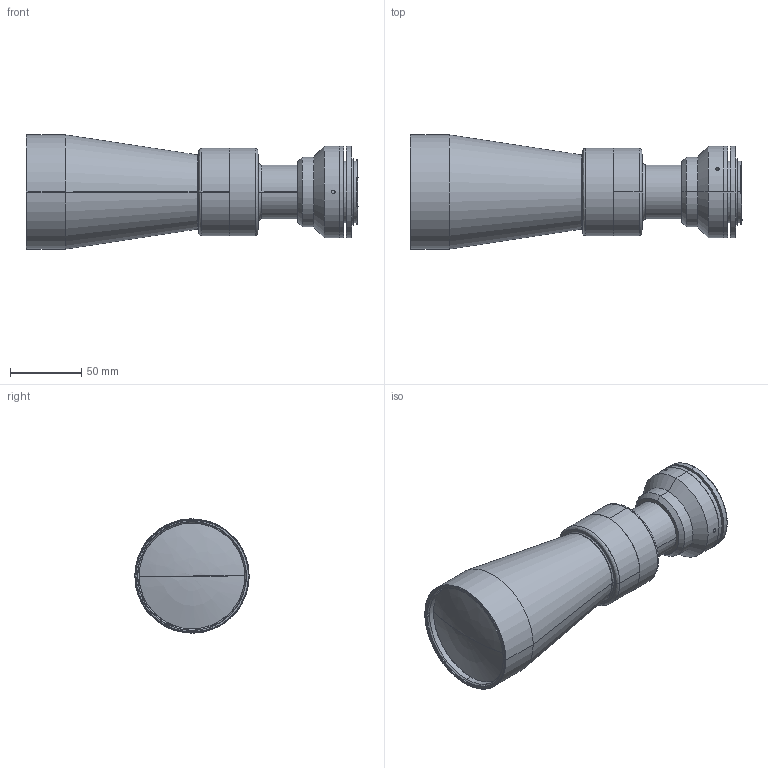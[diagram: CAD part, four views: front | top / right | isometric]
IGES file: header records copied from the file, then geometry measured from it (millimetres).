
Start section: SolidWorks IGES file using analytic representation for surfaces
Global section: file name: TC2M056HR-F.IGS; native system: SolidWorks 2013; preprocessor: SolidWorks 2013; author: piermario; date: 140603.151607; units: millimetre
Bounding box: 232.46 x 80 x 80 mm (x, y, z)
Surface area: 71389.9 mm2 (no closed solid volume)
Topology: 0 solids, 0 shells, 174 faces, 3419 edges, 3417 vertices
Faces by surface type: revolution 91, bspline 83
